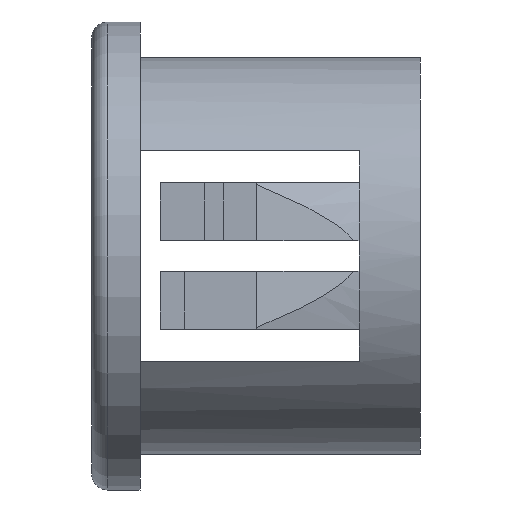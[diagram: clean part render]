
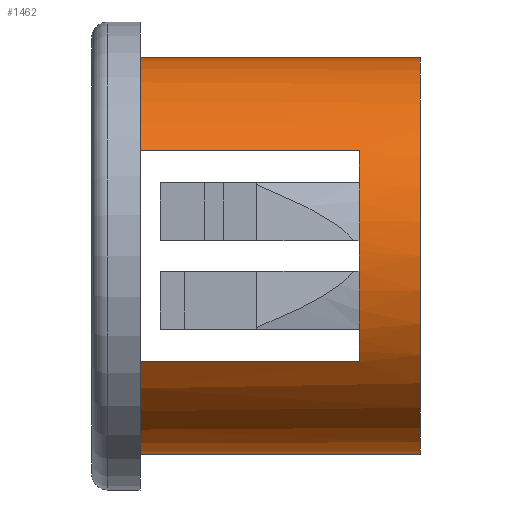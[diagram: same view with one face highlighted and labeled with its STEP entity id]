
A CAD part, left-side view. The second image highlights one B-rep face of the part: STEP entity #1462.
In plain terms, the highlighted cylindrical face has radius 6.248 mm (diameter 12.497 mm), a partial arc.
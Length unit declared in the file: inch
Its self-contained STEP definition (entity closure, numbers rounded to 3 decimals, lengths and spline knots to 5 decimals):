
#4 = AXIS2_PLACEMENT_3D ( 'NONE', #1091, #2011, #1084 ) ;
#7 = LINE ( 'NONE', #1279, #1483 ) ;
#9 = CARTESIAN_POINT ( 'NONE',  ( -1.82071, -0.14987, 0.84379 ) ) ;
#55 = AXIS2_PLACEMENT_3D ( 'NONE', #1946, #1018, #713 ) ;
#83 = CIRCLE ( 'NONE', #1480, 0.246 ) ;
#85 = CYLINDRICAL_SURFACE ( 'NONE', #641, 0.246 ) ;
#104 = CARTESIAN_POINT ( 'NONE',  ( -1.80006, -0.14987, 0.80329 ) ) ;
#108 = CARTESIAN_POINT ( 'NONE',  ( -1.80006, 0.12213, 1.06629 ) ) ;
#128 = VERTEX_POINT ( 'NONE', #1675 ) ;
#168 = ORIENTED_EDGE ( 'NONE', *, *, #1361, .T. ) ;
#170 = CIRCLE ( 'NONE', #1908, 0.246 ) ;
#174 = ORIENTED_EDGE ( 'NONE', *, *, #1225, .T. ) ;
#178 = CARTESIAN_POINT ( 'NONE',  ( -1.59216, 0.18213, 0.93479 ) ) ;
#204 = EDGE_CURVE ( 'NONE', #2032, #1422, #1134, .T. ) ;
#222 = CARTESIAN_POINT ( 'NONE',  ( -1.59216, -0.14987, 0.93479 ) ) ;
#225 = DIRECTION ( 'NONE',  ( 0., 1., 0. ) ) ;
#236 = DIRECTION ( 'NONE',  ( 0., 0., -1. ) ) ;
#258 = ORIENTED_EDGE ( 'NONE', *, *, #553, .T. ) ;
#260 = VERTEX_POINT ( 'NONE', #895 ) ;
#301 = CIRCLE ( 'NONE', #1188, 0.246 ) ;
#305 = ORIENTED_EDGE ( 'NONE', *, *, #1106, .T. ) ;
#306 = CARTESIAN_POINT ( 'NONE',  ( -1.80006, 0.18213, 1.06629 ) ) ;
#315 = CARTESIAN_POINT ( 'NONE',  ( -1.83742, -0.14987, 0.95379 ) ) ;
#328 = ORIENTED_EDGE ( 'NONE', *, *, #1289, .T. ) ;
#340 = CARTESIAN_POINT ( 'NONE',  ( -1.59216, -0.14987, 0.93479 ) ) ;
#378 = ORIENTED_EDGE ( 'NONE', *, *, #1489, .T. ) ;
#419 = CIRCLE ( 'NONE', #55, 0.246 ) ;
#440 = CARTESIAN_POINT ( 'NONE',  ( -1.82071, -0.14987, 1.02579 ) ) ;
#479 = ORIENTED_EDGE ( 'NONE', *, *, #1595, .T. ) ;
#486 = DIRECTION ( 'NONE',  ( 0., 1., 0. ) ) ;
#535 = VERTEX_POINT ( 'NONE', #588 ) ;
#553 = EDGE_CURVE ( 'NONE', #535, #1856, #7, .T. ) ;
#588 = CARTESIAN_POINT ( 'NONE',  ( -1.59216, 0.12213, 0.68879 ) ) ;
#601 = ORIENTED_EDGE ( 'NONE', *, *, #812, .F. ) ;
#641 = AXIS2_PLACEMENT_3D ( 'NONE', #178, #1730, #1426 ) ;
#698 = EDGE_CURVE ( 'NONE', #128, #260, #1600, .T. ) ;
#700 = DIRECTION ( 'NONE',  ( 0., -1., 0. ) ) ;
#710 = CIRCLE ( 'NONE', #1280, 0.246 ) ;
#713 = DIRECTION ( 'NONE',  ( 0., 0., -1. ) ) ;
#777 = DIRECTION ( 'NONE',  ( 0., 0., 1. ) ) ;
#812 = EDGE_CURVE ( 'NONE', #2032, #128, #170, .T. ) ;
#813 = DIRECTION ( 'NONE',  ( 0., -1., 0. ) ) ;
#853 = CARTESIAN_POINT ( 'NONE',  ( -1.59216, 0.12213, 0.93479 ) ) ;
#870 = AXIS2_PLACEMENT_3D ( 'NONE', #340, #1126, #1278 ) ;
#872 = VERTEX_POINT ( 'NONE', #2014 ) ;
#876 = DIRECTION ( 'NONE',  ( 0., -1., 0. ) ) ;
#895 = CARTESIAN_POINT ( 'NONE',  ( -1.59216, -0.22587, 1.18079 ) ) ;
#937 = CARTESIAN_POINT ( 'NONE',  ( -1.59216, 0.18213, 1.18079 ) ) ;
#942 = CIRCLE ( 'NONE', #1507, 0.246 ) ;
#1012 = CARTESIAN_POINT ( 'NONE',  ( -1.59216, -0.22587, 0.68879 ) ) ;
#1013 = VERTEX_POINT ( 'NONE', #1351 ) ;
#1018 = DIRECTION ( 'NONE',  ( 0., -1., 0. ) ) ;
#1020 = VERTEX_POINT ( 'NONE', #440 ) ;
#1072 = VERTEX_POINT ( 'NONE', #104 ) ;
#1084 = DIRECTION ( 'NONE',  ( 0., 0., -1. ) ) ;
#1091 = CARTESIAN_POINT ( 'NONE',  ( -1.59216, -0.22587, 0.93479 ) ) ;
#1106 = EDGE_CURVE ( 'NONE', #1013, #1499, #710, .T. ) ;
#1126 = DIRECTION ( 'NONE',  ( 0., -1., 0. ) ) ;
#1134 = LINE ( 'NONE', #306, #1706 ) ;
#1188 = AXIS2_PLACEMENT_3D ( 'NONE', #853, #225, #236 ) ;
#1213 = ORIENTED_EDGE ( 'NONE', *, *, #1917, .F. ) ;
#1225 = EDGE_CURVE ( 'NONE', #1391, #1013, #83, .T. ) ;
#1230 = CARTESIAN_POINT ( 'NONE',  ( -1.80006, 0.18213, 0.80329 ) ) ;
#1244 = ORIENTED_EDGE ( 'NONE', *, *, #204, .T. ) ;
#1257 = CARTESIAN_POINT ( 'NONE',  ( -1.80006, -0.14987, 1.06629 ) ) ;
#1278 = DIRECTION ( 'NONE',  ( 0., 0., 1. ) ) ;
#1279 = CARTESIAN_POINT ( 'NONE',  ( -1.59216, 0.18213, 0.68879 ) ) ;
#1280 = AXIS2_PLACEMENT_3D ( 'NONE', #1863, #1857, #777 ) ;
#1283 = CIRCLE ( 'NONE', #4, 0.246 ) ;
#1289 = EDGE_CURVE ( 'NONE', #1422, #1020, #942, .T. ) ;
#1340 = DIRECTION ( 'NONE',  ( 0., 0., -1. ) ) ;
#1345 = FACE_OUTER_BOUND ( 'NONE', #1523, .T. ) ;
#1351 = CARTESIAN_POINT ( 'NONE',  ( -1.83742, -0.14987, 0.91579 ) ) ;
#1352 = DIRECTION ( 'NONE',  ( 0., 1., 0. ) ) ;
#1361 = EDGE_CURVE ( 'NONE', #1856, #260, #1283, .T. ) ;
#1374 = LINE ( 'NONE', #1230, #1717 ) ;
#1391 = VERTEX_POINT ( 'NONE', #315 ) ;
#1422 = VERTEX_POINT ( 'NONE', #1257 ) ;
#1426 = DIRECTION ( 'NONE',  ( 0., 0., 1. ) ) ;
#1462 = ADVANCED_FACE ( 'NONE', ( #1345 ), #85, .T. ) ;
#1480 = AXIS2_PLACEMENT_3D ( 'NONE', #222, #876, #1340 ) ;
#1483 = VECTOR ( 'NONE', #813, 39.37008 ) ;
#1489 = EDGE_CURVE ( 'NONE', #1020, #1391, #2010, .T. ) ;
#1499 = VERTEX_POINT ( 'NONE', #9 ) ;
#1507 = AXIS2_PLACEMENT_3D ( 'NONE', #1805, #700, #1800 ) ;
#1523 = EDGE_LOOP ( 'NONE', ( #1213, #258, #168, #1942, #601, #1244, #328, #378, #174, #305, #1888, #479 ) ) ;
#1549 = DIRECTION ( 'NONE',  ( 0., -1., 0. ) ) ;
#1553 = DIRECTION ( 'NONE',  ( 0., -1., 0. ) ) ;
#1558 = VECTOR ( 'NONE', #1553, 39.37008 ) ;
#1595 = EDGE_CURVE ( 'NONE', #1072, #872, #1374, .T. ) ;
#1600 = LINE ( 'NONE', #937, #1558 ) ;
#1675 = CARTESIAN_POINT ( 'NONE',  ( -1.59216, 0.12213, 1.18079 ) ) ;
#1706 = VECTOR ( 'NONE', #1549, 39.37008 ) ;
#1717 = VECTOR ( 'NONE', #1352, 39.37008 ) ;
#1723 = CARTESIAN_POINT ( 'NONE',  ( -1.59216, 0.12213, 0.93479 ) ) ;
#1730 = DIRECTION ( 'NONE',  ( 0., -1., 0. ) ) ;
#1800 = DIRECTION ( 'NONE',  ( 0., 0., -1. ) ) ;
#1801 = EDGE_CURVE ( 'NONE', #1499, #1072, #419, .T. ) ;
#1805 = CARTESIAN_POINT ( 'NONE',  ( -1.59216, -0.14987, 0.93479 ) ) ;
#1856 = VERTEX_POINT ( 'NONE', #1012 ) ;
#1857 = DIRECTION ( 'NONE',  ( 0., -1., 0. ) ) ;
#1863 = CARTESIAN_POINT ( 'NONE',  ( -1.59216, -0.14987, 0.93479 ) ) ;
#1888 = ORIENTED_EDGE ( 'NONE', *, *, #1801, .T. ) ;
#1908 = AXIS2_PLACEMENT_3D ( 'NONE', #1723, #486, #2029 ) ;
#1917 = EDGE_CURVE ( 'NONE', #535, #872, #301, .T. ) ;
#1942 = ORIENTED_EDGE ( 'NONE', *, *, #698, .F. ) ;
#1946 = CARTESIAN_POINT ( 'NONE',  ( -1.59216, -0.14987, 0.93479 ) ) ;
#2010 = CIRCLE ( 'NONE', #870, 0.246 ) ;
#2011 = DIRECTION ( 'NONE',  ( 0., 1., 0. ) ) ;
#2014 = CARTESIAN_POINT ( 'NONE',  ( -1.80006, 0.12213, 0.80329 ) ) ;
#2029 = DIRECTION ( 'NONE',  ( 0., 0., -1. ) ) ;
#2032 = VERTEX_POINT ( 'NONE', #108 ) ;
